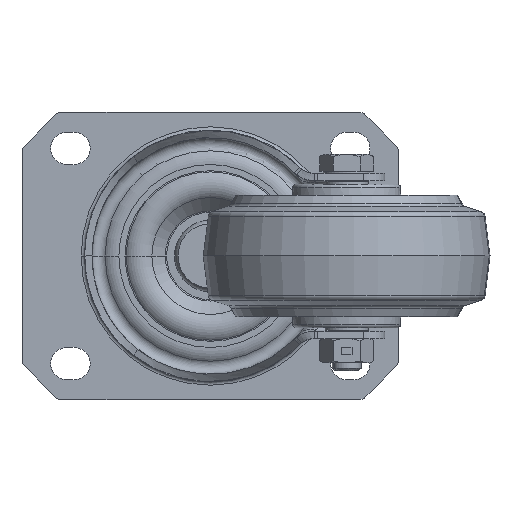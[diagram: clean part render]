
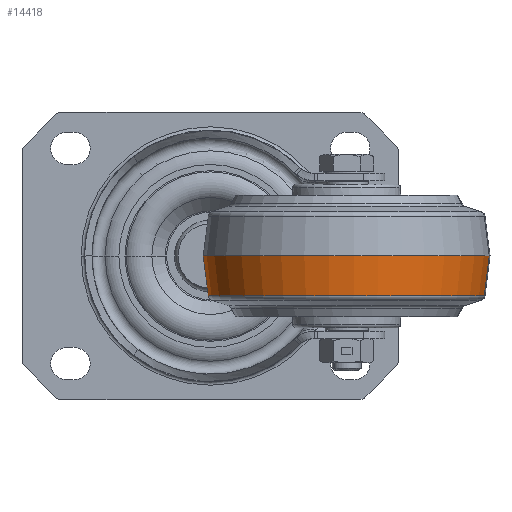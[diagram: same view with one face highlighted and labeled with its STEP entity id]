
A CAD part, front view. The second image highlights one B-rep face of the part: STEP entity #14418.
In plain terms, the highlighted conical face has half-angle 7.125 degrees and reference radius 40 mm.
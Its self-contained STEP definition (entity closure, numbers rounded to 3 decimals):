
#14 = CARTESIAN_POINT ( 'NONE',  ( 77.687, -64.992, 0. ) ) ;
#41 = EDGE_CURVE ( 'NONE', #3507, #14740, #5610, .T. ) ;
#366 = EDGE_CURVE ( 'NONE', #15489, #10392, #11191, .T. ) ;
#459 = CARTESIAN_POINT ( 'NONE',  ( -1.687, -55.008, 0. ) ) ;
#1353 = CIRCLE ( 'NONE', #12009, 40. ) ;
#1919 = CARTESIAN_POINT ( 'NONE',  ( 38., -60., 0. ) ) ;
#1979 = EDGE_LOOP ( 'NONE', ( #6390, #4538, #9352, #15884 ) ) ;
#3157 = CONICAL_SURFACE ( 'NONE', #5840, 40., 0.124 ) ;
#3473 = AXIS2_PLACEMENT_3D ( 'NONE', #9851, #16013, #11095 ) ;
#3507 = VERTEX_POINT ( 'NONE', #13841 ) ;
#3610 = DIRECTION ( 'NONE',  ( 0.123, -0.015, 0.992 ) ) ;
#4475 = EDGE_CURVE ( 'NONE', #10392, #14740, #1353, .T. ) ;
#4538 = ORIENTED_EDGE ( 'NONE', *, *, #16099, .T. ) ;
#4620 = DIRECTION ( 'NONE',  ( -0.123, 0.015, 0.992 ) ) ;
#5610 = LINE ( 'NONE', #14378, #10524 ) ;
#5684 = FACE_OUTER_BOUND ( 'NONE', #1979, .T. ) ;
#5840 = AXIS2_PLACEMENT_3D ( 'NONE', #1919, #12084, #5943 ) ;
#5885 = DIRECTION ( 'NONE',  ( 0., 0., -1. ) ) ;
#5943 = DIRECTION ( 'NONE',  ( 0.992, -0.125, 0. ) ) ;
#6390 = ORIENTED_EDGE ( 'NONE', *, *, #41, .F. ) ;
#6407 = CIRCLE ( 'NONE', #3473, 38.617 ) ;
#7616 = CARTESIAN_POINT ( 'NONE',  ( 76.315, -64.82, -11.062 ) ) ;
#9352 = ORIENTED_EDGE ( 'NONE', *, *, #366, .T. ) ;
#9851 = CARTESIAN_POINT ( 'NONE',  ( 38., -60., -11.062 ) ) ;
#10392 = VERTEX_POINT ( 'NONE', #14 ) ;
#10524 = VECTOR ( 'NONE', #4620, 1000. ) ;
#11095 = DIRECTION ( 'NONE',  ( -0.992, 0.125, 0. ) ) ;
#11191 = LINE ( 'NONE', #14809, #16045 ) ;
#12009 = AXIS2_PLACEMENT_3D ( 'NONE', #12114, #5885, #16046 ) ;
#12084 = DIRECTION ( 'NONE',  ( 0., 0., 1. ) ) ;
#12114 = CARTESIAN_POINT ( 'NONE',  ( 38., -60., 0. ) ) ;
#13841 = CARTESIAN_POINT ( 'NONE',  ( -0.315, -55.18, -11.062 ) ) ;
#14378 = CARTESIAN_POINT ( 'NONE',  ( -1.687, -55.008, 0. ) ) ;
#14418 = ADVANCED_FACE ( 'NONE', ( #5684 ), #3157, .T. ) ;
#14740 = VERTEX_POINT ( 'NONE', #459 ) ;
#14809 = CARTESIAN_POINT ( 'NONE',  ( 77.687, -64.992, 0. ) ) ;
#15489 = VERTEX_POINT ( 'NONE', #7616 ) ;
#15884 = ORIENTED_EDGE ( 'NONE', *, *, #4475, .T. ) ;
#16013 = DIRECTION ( 'NONE',  ( 0., 0., 1. ) ) ;
#16045 = VECTOR ( 'NONE', #3610, 1000. ) ;
#16046 = DIRECTION ( 'NONE',  ( -0.992, 0.125, 0. ) ) ;
#16099 = EDGE_CURVE ( 'NONE', #3507, #15489, #6407, .T. ) ;
